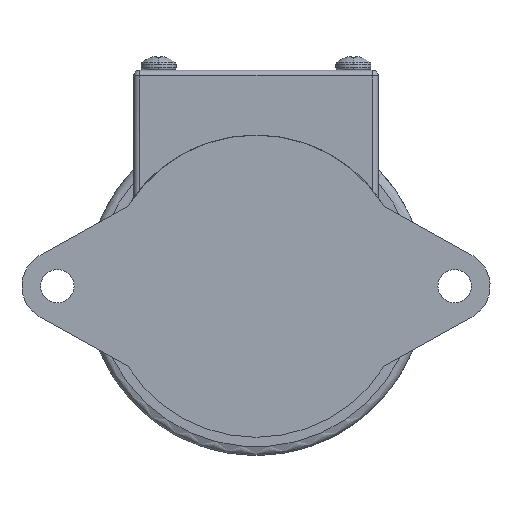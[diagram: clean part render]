
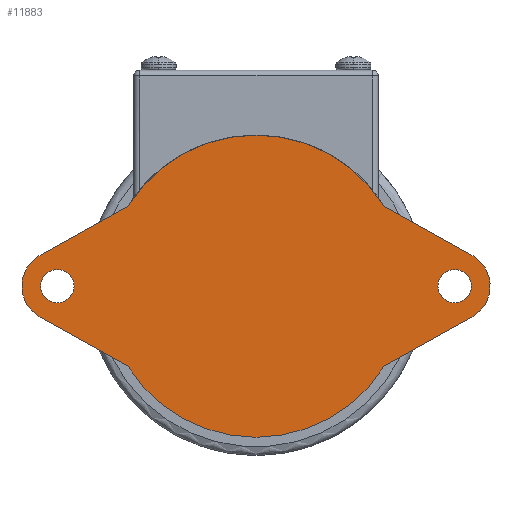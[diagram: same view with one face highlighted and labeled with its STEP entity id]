
A CAD part, front view. The second image highlights one B-rep face of the part: STEP entity #11883.
In plain terms, the highlighted planar face has unit normal (0, -1, 0).
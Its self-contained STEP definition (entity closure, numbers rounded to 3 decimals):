
#1693 = CIRCLE ( 'NONE', #27681, 2.86 ) ;
#1694 = CIRCLE ( 'NONE', #27682, 6.1 ) ;
#1703 = LINE ( 'NONE', #6752, #1706 ) ;
#1706 = VECTOR ( 'NONE', #6753, 1000. ) ;
#1707 = CIRCLE ( 'NONE', #27685, 2.86 ) ;
#1713 = LINE ( 'NONE', #6771, #1716 ) ;
#1716 = VECTOR ( 'NONE', #6773, 1000. ) ;
#1719 = CIRCLE ( 'NONE', #27688, 6.1 ) ;
#1722 = LINE ( 'NONE', #6783, #1725 ) ;
#1725 = VECTOR ( 'NONE', #6785, 1000. ) ;
#1726 = CIRCLE ( 'NONE', #27689, 25.97 ) ;
#1728 = LINE ( 'NONE', #6784, #1730 ) ;
#1729 = CIRCLE ( 'NONE', #27690, 25.97 ) ;
#1730 = VECTOR ( 'NONE', #6778, 1000. ) ;
#6737 = CARTESIAN_POINT ( 'NONE',  ( 21.013, -36.25, 2.961 ) ) ;
#6738 = DIRECTION ( 'NONE',  ( 0., 1., 0. ) ) ;
#6739 = DIRECTION ( 'NONE',  ( 0., 0., 1. ) ) ;
#6741 = CARTESIAN_POINT ( 'NONE',  ( 21.013, -36.25, 2.961 ) ) ;
#6742 = DIRECTION ( 'NONE',  ( 0., 1., 0. ) ) ;
#6743 = DIRECTION ( 'NONE',  ( 0., 0., 1. ) ) ;
#6752 = CARTESIAN_POINT ( 'NONE',  ( 8.937, -36.25, -10.736 ) ) ;
#6753 = DIRECTION ( 'NONE',  ( -0.874, 0., -0.486 ) ) ;
#6759 = CARTESIAN_POINT ( 'NONE',  ( -47.267, -36.25, 2.961 ) ) ;
#6760 = DIRECTION ( 'NONE',  ( 0., 1., 0. ) ) ;
#6761 = DIRECTION ( 'NONE',  ( 0., 0., 1. ) ) ;
#6771 = CARTESIAN_POINT ( 'NONE',  ( -35.191, -36.25, 16.658 ) ) ;
#6773 = DIRECTION ( 'NONE',  ( 0.874, 0., 0.486 ) ) ;
#6778 = DIRECTION ( 'NONE',  ( 0.874, 0., -0.486 ) ) ;
#6780 = CARTESIAN_POINT ( 'NONE',  ( -47.267, -36.25, 2.961 ) ) ;
#6781 = DIRECTION ( 'NONE',  ( 0., 1., 0. ) ) ;
#6782 = DIRECTION ( 'NONE',  ( 0., 0., 1. ) ) ;
#6783 = CARTESIAN_POINT ( 'NONE',  ( -35.191, -36.25, -10.736 ) ) ;
#6784 = CARTESIAN_POINT ( 'NONE',  ( 8.937, -36.25, 16.658 ) ) ;
#6785 = DIRECTION ( 'NONE',  ( -0.874, 0., 0.486 ) ) ;
#6789 = CARTESIAN_POINT ( 'NONE',  ( -13.127, -36.25, 2.961 ) ) ;
#6790 = DIRECTION ( 'NONE',  ( 0., 1., 0. ) ) ;
#6791 = DIRECTION ( 'NONE',  ( 0., 0., 1. ) ) ;
#6792 = CARTESIAN_POINT ( 'NONE',  ( -13.127, -36.25, 2.961 ) ) ;
#6793 = DIRECTION ( 'NONE',  ( 0., 1., 0. ) ) ;
#6794 = DIRECTION ( 'NONE',  ( 0., 0., 1. ) ) ;
#7740 = CARTESIAN_POINT ( 'NONE',  ( 23.978, -36.25, -2.37 ) ) ;
#7748 = CARTESIAN_POINT ( 'NONE',  ( -35.191, -36.25, -10.736 ) ) ;
#7750 = CARTESIAN_POINT ( 'NONE',  ( -50.232, -36.25, 8.292 ) ) ;
#7752 = CARTESIAN_POINT ( 'NONE',  ( 23.978, -36.25, 8.292 ) ) ;
#7755 = CARTESIAN_POINT ( 'NONE',  ( -35.191, -36.25, 16.658 ) ) ;
#11883 = ADVANCED_FACE ( 'NONE', ( #24113, #24116, #24111 ), #26650, .F. ) ;
#12018 = VERTEX_POINT ( 'NONE', #29034 ) ;
#12240 = VERTEX_POINT ( 'NONE', #29810 ) ;
#12241 = VERTEX_POINT ( 'NONE', #29811 ) ;
#12244 = VERTEX_POINT ( 'NONE', #29814 ) ;
#12245 = VERTEX_POINT ( 'NONE', #29815 ) ;
#12250 = VERTEX_POINT ( 'NONE', #29820 ) ;
#12251 = VERTEX_POINT ( 'NONE', #29821 ) ;
#12254 = VERTEX_POINT ( 'NONE', #29824 ) ;
#12255 = VERTEX_POINT ( 'NONE', #29825 ) ;
#12879 = EDGE_CURVE ( 'NONE', #12240, #12241, #29114, .T. ) ;
#12906 = EDGE_CURVE ( 'NONE', #12250, #12251, #29147, .T. ) ;
#12910 = EDGE_CURVE ( 'NONE', #12254, #12255, #29153, .T. ) ;
#12944 = EDGE_CURVE ( 'NONE', #12244, #12245, #29188, .T. ) ;
#14154 = EDGE_LOOP ( 'NONE', ( #14596, #14597 ) ) ;
#14208 = EDGE_LOOP ( 'NONE', ( #14594, #14595 ) ) ;
#14218 = EDGE_LOOP ( 'NONE', ( #14584, #14585, #14586, #14587, #14588, #14589, #14590, #14591, #14592, #14593 ) ) ;
#14584 = ORIENTED_EDGE ( 'NONE', *, *, #15103, .F. ) ;
#14585 = ORIENTED_EDGE ( 'NONE', *, *, #15105, .F. ) ;
#14586 = ORIENTED_EDGE ( 'NONE', *, *, #12944, .F. ) ;
#14587 = ORIENTED_EDGE ( 'NONE', *, *, #15091, .F. ) ;
#14588 = ORIENTED_EDGE ( 'NONE', *, *, #15085, .F. ) ;
#14589 = ORIENTED_EDGE ( 'NONE', *, *, #15106, .F. ) ;
#14590 = ORIENTED_EDGE ( 'NONE', *, *, #12879, .F. ) ;
#14591 = ORIENTED_EDGE ( 'NONE', *, *, #15107, .F. ) ;
#14592 = ORIENTED_EDGE ( 'NONE', *, *, #15098, .F. ) ;
#14593 = ORIENTED_EDGE ( 'NONE', *, *, #15101, .F. ) ;
#14594 = ORIENTED_EDGE ( 'NONE', *, *, #12906, .T. ) ;
#14595 = ORIENTED_EDGE ( 'NONE', *, *, #15093, .T. ) ;
#14596 = ORIENTED_EDGE ( 'NONE', *, *, #12910, .T. ) ;
#14597 = ORIENTED_EDGE ( 'NONE', *, *, #15084, .T. ) ;
#15084 = EDGE_CURVE ( 'NONE', #12255, #12254, #1693, .T. ) ;
#15085 = EDGE_CURVE ( 'NONE', #16764, #16752, #1694, .T. ) ;
#15091 = EDGE_CURVE ( 'NONE', #16752, #12244, #1703, .T. ) ;
#15093 = EDGE_CURVE ( 'NONE', #12251, #12250, #1707, .T. ) ;
#15098 = EDGE_CURVE ( 'NONE', #16762, #16767, #1713, .T. ) ;
#15101 = EDGE_CURVE ( 'NONE', #12018, #16762, #1719, .T. ) ;
#15103 = EDGE_CURVE ( 'NONE', #16760, #12018, #1722, .T. ) ;
#15105 = EDGE_CURVE ( 'NONE', #12245, #16760, #1726, .T. ) ;
#15106 = EDGE_CURVE ( 'NONE', #12241, #16764, #1728, .T. ) ;
#15107 = EDGE_CURVE ( 'NONE', #16767, #12240, #1729, .T. ) ;
#16752 = VERTEX_POINT ( 'NONE', #7740 ) ;
#16760 = VERTEX_POINT ( 'NONE', #7748 ) ;
#16762 = VERTEX_POINT ( 'NONE', #7750 ) ;
#16764 = VERTEX_POINT ( 'NONE', #7752 ) ;
#16767 = VERTEX_POINT ( 'NONE', #7755 ) ;
#22528 = AXIS2_PLACEMENT_3D ( 'NONE', #26648, #26645, #26652 ) ;
#24111 = FACE_BOUND ( 'NONE', #14154, .T. ) ;
#24113 = FACE_OUTER_BOUND ( 'NONE', #14218, .T. ) ;
#24116 = FACE_BOUND ( 'NONE', #14208, .T. ) ;
#26645 = DIRECTION ( 'NONE',  ( 0., 1., 0. ) ) ;
#26648 = CARTESIAN_POINT ( 'NONE',  ( -13.127, -36.25, 2.961 ) ) ;
#26650 = PLANE ( 'NONE',  #22528 ) ;
#26652 = DIRECTION ( 'NONE',  ( 0., 0., 1. ) ) ;
#27584 = AXIS2_PLACEMENT_3D ( 'NONE', #30273, #30274, #30275 ) ;
#27588 = AXIS2_PLACEMENT_3D ( 'NONE', #30483, #30484, #30485 ) ;
#27590 = AXIS2_PLACEMENT_3D ( 'NONE', #30493, #30494, #30495 ) ;
#27596 = AXIS2_PLACEMENT_3D ( 'NONE', #30786, #30787, #30788 ) ;
#27681 = AXIS2_PLACEMENT_3D ( 'NONE', #6737, #6738, #6739 ) ;
#27682 = AXIS2_PLACEMENT_3D ( 'NONE', #6741, #6742, #6743 ) ;
#27685 = AXIS2_PLACEMENT_3D ( 'NONE', #6759, #6760, #6761 ) ;
#27688 = AXIS2_PLACEMENT_3D ( 'NONE', #6780, #6781, #6782 ) ;
#27689 = AXIS2_PLACEMENT_3D ( 'NONE', #6789, #6790, #6791 ) ;
#27690 = AXIS2_PLACEMENT_3D ( 'NONE', #6792, #6793, #6794 ) ;
#29034 = CARTESIAN_POINT ( 'NONE',  ( -50.232, -36.25, -2.37 ) ) ;
#29114 = CIRCLE ( 'NONE', #27584, 25.97 ) ;
#29147 = CIRCLE ( 'NONE', #27588, 2.86 ) ;
#29153 = CIRCLE ( 'NONE', #27590, 2.86 ) ;
#29188 = CIRCLE ( 'NONE', #27596, 25.97 ) ;
#29810 = CARTESIAN_POINT ( 'NONE',  ( -13.127, -36.25, 28.931 ) ) ;
#29811 = CARTESIAN_POINT ( 'NONE',  ( 8.937, -36.25, 16.658 ) ) ;
#29814 = CARTESIAN_POINT ( 'NONE',  ( 8.937, -36.25, -10.736 ) ) ;
#29815 = CARTESIAN_POINT ( 'NONE',  ( -13.127, -36.25, -23.009 ) ) ;
#29820 = CARTESIAN_POINT ( 'NONE',  ( -47.267, -36.25, 0.101 ) ) ;
#29821 = CARTESIAN_POINT ( 'NONE',  ( -47.267, -36.25, 5.821 ) ) ;
#29824 = CARTESIAN_POINT ( 'NONE',  ( 21.013, -36.25, 0.101 ) ) ;
#29825 = CARTESIAN_POINT ( 'NONE',  ( 21.013, -36.25, 5.821 ) ) ;
#30273 = CARTESIAN_POINT ( 'NONE',  ( -13.127, -36.25, 2.961 ) ) ;
#30274 = DIRECTION ( 'NONE',  ( 0., 1., 0. ) ) ;
#30275 = DIRECTION ( 'NONE',  ( 0., 0., 1. ) ) ;
#30483 = CARTESIAN_POINT ( 'NONE',  ( -47.267, -36.25, 2.961 ) ) ;
#30484 = DIRECTION ( 'NONE',  ( 0., 1., 0. ) ) ;
#30485 = DIRECTION ( 'NONE',  ( 0., 0., 1. ) ) ;
#30493 = CARTESIAN_POINT ( 'NONE',  ( 21.013, -36.25, 2.961 ) ) ;
#30494 = DIRECTION ( 'NONE',  ( 0., 1., 0. ) ) ;
#30495 = DIRECTION ( 'NONE',  ( 0., 0., 1. ) ) ;
#30786 = CARTESIAN_POINT ( 'NONE',  ( -13.127, -36.25, 2.961 ) ) ;
#30787 = DIRECTION ( 'NONE',  ( 0., 1., 0. ) ) ;
#30788 = DIRECTION ( 'NONE',  ( 0., 0., 1. ) ) ;
